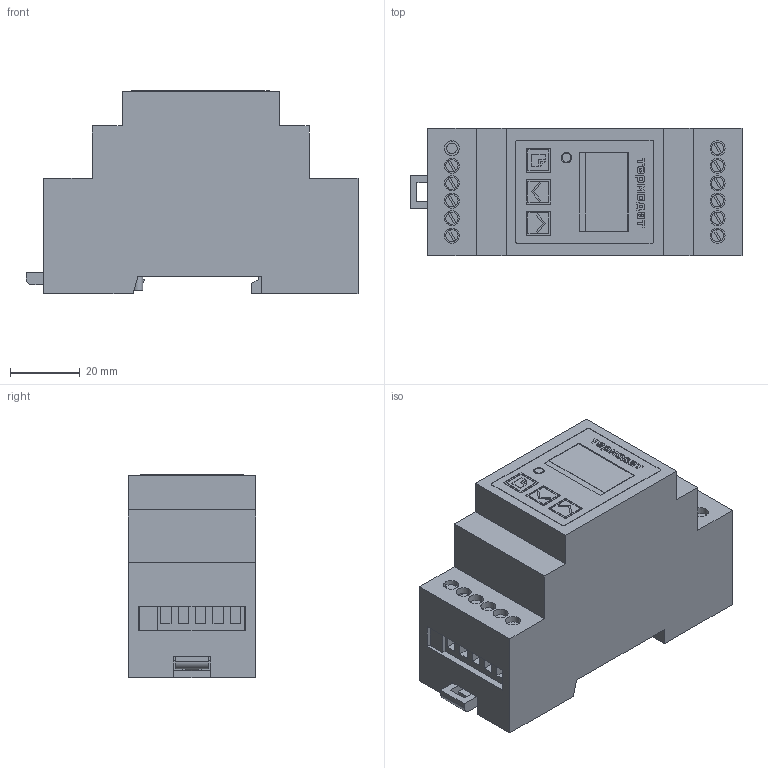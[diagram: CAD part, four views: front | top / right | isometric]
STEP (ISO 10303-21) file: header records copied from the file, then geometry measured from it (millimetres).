
FILE_DESCRIPTION(('TFLEX Exchange Step'),'2;1');
FILE_NAME('3D-модель прибора 10М7-P2-485.stp', '2020-10-19T17:56:15+05:00',('Alex'),('Unknown organisation'),'TFLEX Exchange 2019.1','T-FLEX CAD','Unknown authorisation');
FILE_SCHEMA( ('AUTOMOTIVE_DESIGN { 1 0 10303 214 1 1 1 1 }') );
Length unit declared in the file: millimetre
Products named in the file (8): Клемма:6; Клемма; Клемма:7; Этикетка; Защелка; Корпус; _10М7-P2-485
Assembly tree (16 placements, depth 3):
  _10М7-P2-485
    Клемма
      Клемма:6  x5
    Клемма
      Клемма:7  x6
    Этикетка
    Защелка
    Корпус
Bounding box: 95 x 36.5 x 58.2 mm (x, y, z)
Volume: 48587.7 mm3; surface area: 47980.6 mm2
Topology: 35 solids, 35 shells, 615 faces, 1586 edges, 1060 vertices
Faces by surface type: plane 485, cylinder 100, bspline 30
Full cylindrical faces by diameter (mm): 4.3 x6
Entity records: 17188 total; most frequent: CARTESIAN_POINT 3381, ORIENTED_EDGE 2848, DIRECTION 2622, EDGE_CURVE 1424, VECTOR 1180, LINE 1180, VERTEX_POINT 952, AXIS2_PLACEMENT_3D 721
